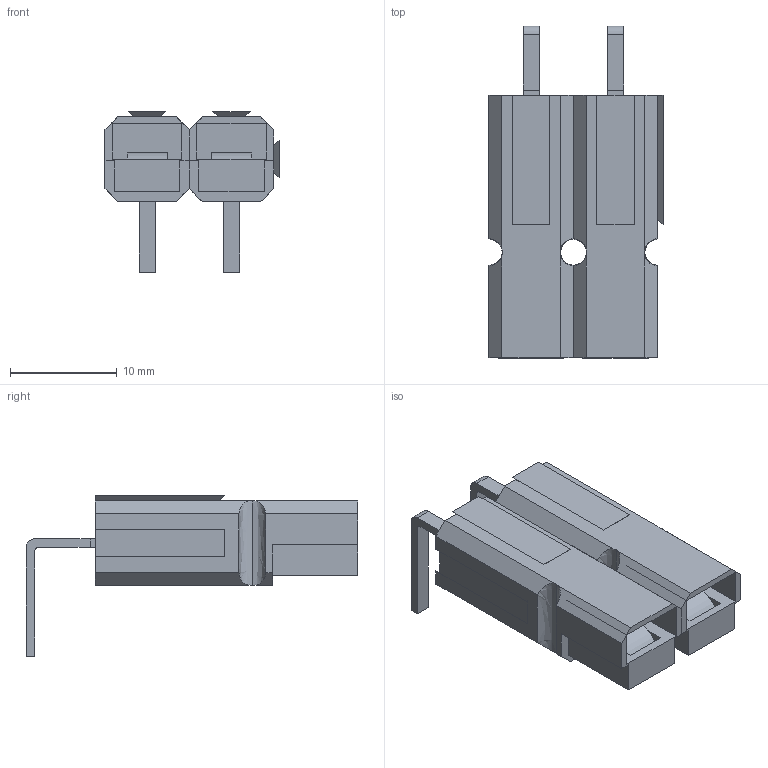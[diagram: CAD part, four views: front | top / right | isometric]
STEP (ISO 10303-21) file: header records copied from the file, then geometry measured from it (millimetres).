
FILE_DESCRIPTION(('FreeCAD Model'),'2;1');
FILE_NAME('Powerpole_2P.stp','2016-06-03T12:09:32',('Author'),(''), 'Open CASCADE STEP processor 6.8','FreeCAD','Unknown');
FILE_SCHEMA(('AUTOMOTIVE_DESIGN_CC2 { 1 2 10303 214 -1 1 5 4 }'));
Length unit declared in the file: millimetre
Products named in the file (10): Document021; Document019; Document008; Document010; Document005; Document009; Document006; Document002; Document007; Document001
Bounding box: 16.3 x 31.09 x 15.05 mm (x, y, z)
Volume: 1567.1 mm3; surface area: 3587.6 mm2
Topology: 10 solids, 10 shells, 164 faces, 428 edges, 284 vertices
Faces by surface type: plane 136, bspline 28
Entity records: 12575 total; most frequent: CARTESIAN_POINT 6381, B_SPLINE_CURVE_WITH_KNOTS 1180, ORIENTED_EDGE 856, PCURVE 856, DEFINITIONAL_REPRESENTATION 856, EDGE_CURVE 428, SURFACE_CURVE 428, VERTEX_POINT 284
